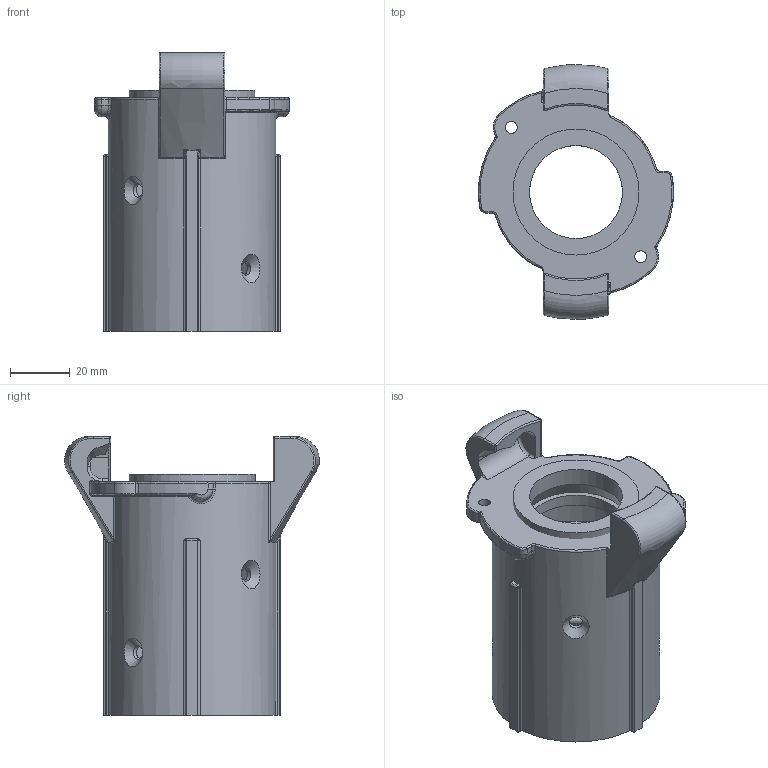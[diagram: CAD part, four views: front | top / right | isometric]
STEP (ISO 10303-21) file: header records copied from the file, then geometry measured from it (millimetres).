
FILE_DESCRIPTION(/* description */ ('SANDSTRAHLKUPPLUNG'),/* implementation_level */ '2;1');
FILE_NAME(/* name */ 'ss_32_t.stp',/* time_stamp */ '2020-04-21T13:49:13+02:00',/* author */ ('schnellinger'),/* organization */ (''),/* preprocessor_version */ 'ST-DEVELOPER v17',/* originating_system */ 'Autodesk Inventor 2018',/* authorisation */ '');
FILE_SCHEMA (('AUTOMOTIVE_DESIGN { 1 0 10303 214 3 1 1 }'));
Length unit declared in the file: millimetre
Products named in the file (3): Standard (mm); SS 32 T; 20050915B0000000-00
Assembly tree (2 placements, depth 2):
  Standard (mm)
    SS 32 T
    20050915B0000000-00
Bounding box: 64.99 x 84.99 x 93 mm (x, y, z)
Volume: 80293.2 mm3; surface area: 40337.9 mm2
Topology: 2 solids, 2 shells, 258 faces, 672 edges, 396 vertices
Faces by surface type: cylinder 97, bspline 54, plane 44, torus 42, sphere 14, cone 7
Full cylindrical faces by diameter (mm): 4 x2, 4.5 x4, 31 x2, 41 x1, 42 x1, 48 x5, 48.5 x1, 49 x1
Entity records: 10503 total; most frequent: CARTESIAN_POINT 4174, ORIENTED_EDGE 1296, DIRECTION 1214, EDGE_CURVE 648, AXIS2_PLACEMENT_3D 515, VERTEX_POINT 396, CIRCLE 306, EDGE_LOOP 276
